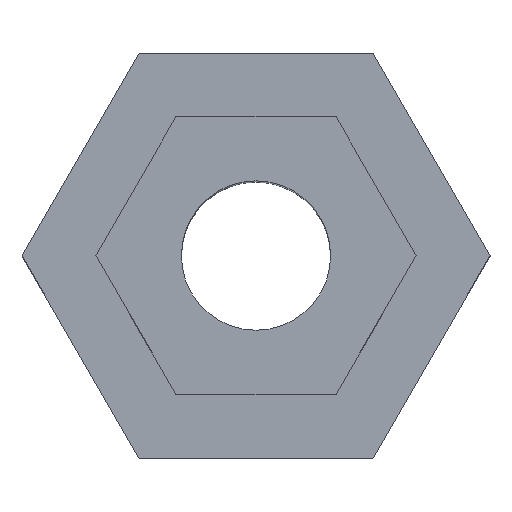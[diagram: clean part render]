
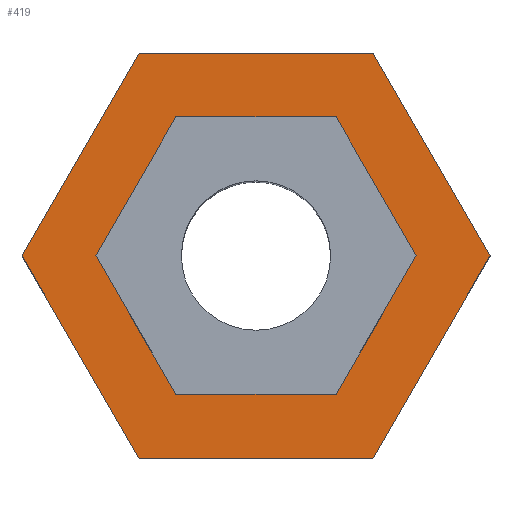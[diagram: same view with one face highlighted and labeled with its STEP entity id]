
A CAD part, top view. The second image highlights one B-rep face of the part: STEP entity #419.
In plain terms, the highlighted planar face has unit normal (0, 0, 1).
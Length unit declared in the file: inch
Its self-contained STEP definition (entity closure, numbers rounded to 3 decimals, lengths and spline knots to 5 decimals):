
#137=CARTESIAN_POINT('',(0.6875,0.,-1.125));
#138=VERTEX_POINT('',#137);
#147=CARTESIAN_POINT('',(-0.6875,0.,-1.125));
#148=VERTEX_POINT('',#147);
#149=CARTESIAN_POINT('',(0.0,0.,-1.125));
#150=DIRECTION('',(0.0,0.0,-1.0));
#151=DIRECTION('',(1.0,0.0,0.0));
#152=AXIS2_PLACEMENT_3D('',#149,#150,#151);
#153=CIRCLE('',#152,0.6875);
#154=EDGE_CURVE('',#148,#138,#153,.T.);
#188=CARTESIAN_POINT('',(0.0,0.,-1.125));
#189=DIRECTION('',(0.0,0.0,-1.0));
#190=DIRECTION('',(1.0,0.0,0.0));
#191=AXIS2_PLACEMENT_3D('',#188,#189,#190);
#192=CIRCLE('',#191,0.6875);
#193=EDGE_CURVE('',#138,#148,#192,.T.);
#264=CARTESIAN_POINT('',(1.37121,0.,-1.125));
#265=VERTEX_POINT('',#264);
#272=CARTESIAN_POINT('',(0.6856,-1.1875,-1.125));
#273=VERTEX_POINT('',#272);
#274=CARTESIAN_POINT('',(1.37121,0.,-1.125));
#275=DIRECTION('',(-0.5,-0.866,0.0));
#276=VECTOR('',#275,1.37121);
#277=LINE('',#274,#276);
#278=EDGE_CURVE('',#265,#273,#277,.T.);
#295=CARTESIAN_POINT('',(0.6856,1.1875,-1.125));
#296=VERTEX_POINT('',#295);
#303=CARTESIAN_POINT('',(0.6856,1.1875,-1.125));
#304=DIRECTION('',(0.5,-0.866,0.0));
#305=VECTOR('',#304,1.37121);
#306=LINE('',#303,#305);
#307=EDGE_CURVE('',#296,#265,#306,.T.);
#319=CARTESIAN_POINT('',(-0.6856,1.1875,-1.125));
#320=VERTEX_POINT('',#319);
#327=CARTESIAN_POINT('',(-0.6856,1.1875,-1.125));
#328=DIRECTION('',(1.0,0.0,0.0));
#329=VECTOR('',#328,1.37121);
#330=LINE('',#327,#329);
#331=EDGE_CURVE('',#320,#296,#330,.T.);
#344=CARTESIAN_POINT('',(-0.6856,-1.1875,-1.125));
#345=VERTEX_POINT('',#344);
#346=CARTESIAN_POINT('',(0.6856,-1.1875,-1.125));
#347=DIRECTION('',(-1.0,0.0,0.0));
#348=VECTOR('',#347,1.37121);
#349=LINE('',#346,#348);
#350=EDGE_CURVE('',#273,#345,#349,.T.);
#368=CARTESIAN_POINT('',(-1.37121,0.,-1.125));
#369=VERTEX_POINT('',#368);
#370=CARTESIAN_POINT('',(-0.6856,-1.1875,-1.125));
#371=DIRECTION('',(-0.5,0.866,0.0));
#372=VECTOR('',#371,1.37121);
#373=LINE('',#370,#372);
#374=EDGE_CURVE('',#345,#369,#373,.T.);
#392=CARTESIAN_POINT('',(-1.37121,0.,-1.125));
#393=DIRECTION('',(0.5,0.866,0.0));
#394=VECTOR('',#393,1.37121);
#395=LINE('',#392,#394);
#396=EDGE_CURVE('',#369,#320,#395,.T.);
#402=CARTESIAN_POINT('',(-0.6856,1.1875,-1.125));
#403=DIRECTION('',(0.0,0.0,-1.0));
#404=DIRECTION('',(-1.0,0.0,0.0));
#405=AXIS2_PLACEMENT_3D('',#402,#403,#404);
#406=PLANE('',#405);
#407=ORIENTED_EDGE('',*,*,#331,.F.);
#408=ORIENTED_EDGE('',*,*,#396,.F.);
#409=ORIENTED_EDGE('',*,*,#374,.F.);
#410=ORIENTED_EDGE('',*,*,#350,.F.);
#411=ORIENTED_EDGE('',*,*,#278,.F.);
#412=ORIENTED_EDGE('',*,*,#307,.F.);
#413=EDGE_LOOP('',(#407,#408,#409,#410,#411,#412));
#414=FACE_OUTER_BOUND('',#413,.T.);
#415=ORIENTED_EDGE('',*,*,#193,.T.);
#416=ORIENTED_EDGE('',*,*,#154,.T.);
#417=EDGE_LOOP('',(#415,#416));
#418=FACE_BOUND('',#417,.T.);
#419=ADVANCED_FACE('',(#414,#418),#406,.F.);
